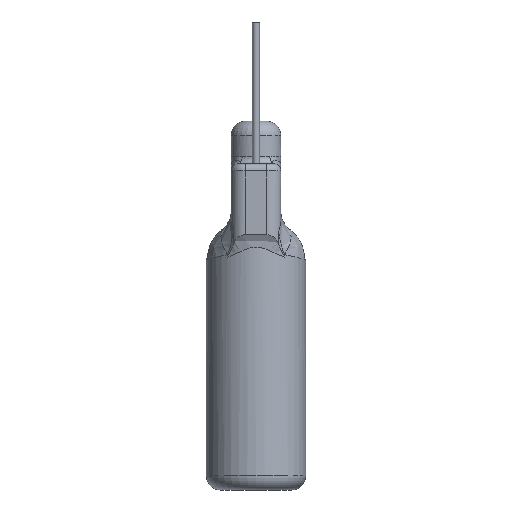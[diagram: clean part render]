
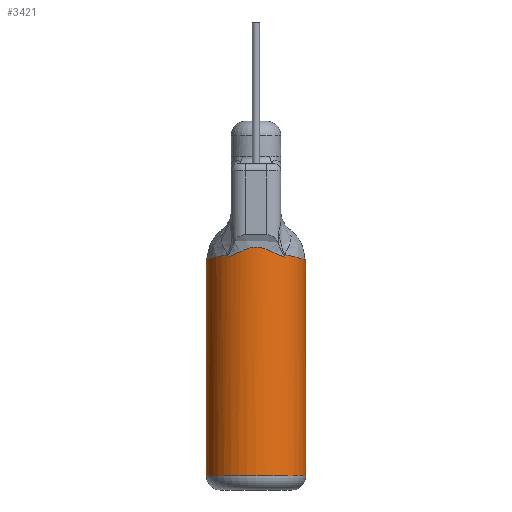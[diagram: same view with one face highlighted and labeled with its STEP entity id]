
A CAD part, front view. The second image highlights one B-rep face of the part: STEP entity #3421.
In plain terms, the highlighted cylindrical face has radius 3.5 mm (diameter 7 mm), a partial arc.
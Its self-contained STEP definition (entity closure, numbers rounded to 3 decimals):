
#1 = CARTESIAN_POINT ( 'NONE',  ( -0.38, -3.484, 17.087 ) ) ;
#10 = EDGE_CURVE ( 'NONE', #1537, #3015, #1037, .T. ) ;
#49 = CARTESIAN_POINT ( 'NONE',  ( 2.01, -2.865, 16.611 ) ) ;
#93 = B_SPLINE_CURVE_WITH_KNOTS ( 'NONE', 3,
 ( #2377, #3463, #1032, #971, #439, #2609, #3151, #2833, #1332, #2137, #1, #2390, #2951, #1062, #3474, #1045, #2915, #3216 ),
 .UNSPECIFIED., .F., .F.,
 ( 4, 2, 2, 2, 2, 2, 2, 2, 4 ),
 ( 0., 0.001, 0.001, 0.002, 0.002, 0.003, 0.003, 0.004, 0.005 ),
 .UNSPECIFIED. ) ;
#121 = VERTEX_POINT ( 'NONE', #2093 ) ;
#149 = DIRECTION ( 'NONE',  ( 0., 0., 1. ) ) ;
#163 = CARTESIAN_POINT ( 'NONE',  ( -2.181, -2.746, 16.565 ) ) ;
#195 = CARTESIAN_POINT ( 'NONE',  ( -2.01, -2.865, 16.611 ) ) ;
#219 = VERTEX_POINT ( 'NONE', #331 ) ;
#232 = B_SPLINE_CURVE_WITH_KNOTS ( 'NONE', 3,
 ( #195, #163, #2076, #1017, #1772, #1496, #2309, #2025, #3391, #3150 ),
 .UNSPECIFIED., .F., .F.,
 ( 4, 2, 2, 2, 4 ),
 ( 0., 0.001, 0.001, 0.002, 0.003 ),
 .UNSPECIFIED. ) ;
#278 = CARTESIAN_POINT ( 'NONE',  ( 0., 0., 18. ) ) ;
#291 = VECTOR ( 'NONE', #1171, 1000. ) ;
#327 = ORIENTED_EDGE ( 'NONE', *, *, #1651, .T. ) ;
#330 = CARTESIAN_POINT ( 'NONE',  ( -2.01, -2.865, 18. ) ) ;
#331 = CARTESIAN_POINT ( 'NONE',  ( -3.5, 0., 1. ) ) ;
#357 = CARTESIAN_POINT ( 'NONE',  ( 2.768, -2.153, 16.423 ) ) ;
#362 = CARTESIAN_POINT ( 'NONE',  ( 3.5, 0., 18. ) ) ;
#439 = CARTESIAN_POINT ( 'NONE',  ( 1.23, -3.281, 16.746 ) ) ;
#456 = EDGE_CURVE ( 'NONE', #219, #3306, #2031, .T. ) ;
#507 = VERTEX_POINT ( 'NONE', #3309 ) ;
#569 = CARTESIAN_POINT ( 'NONE',  ( 3.466, -0.559, 16.271 ) ) ;
#610 = EDGE_CURVE ( 'NONE', #121, #3306, #2753, .T. ) ;
#627 = CARTESIAN_POINT ( 'NONE',  ( 3.4, -0.831, 16.285 ) ) ;
#636 = EDGE_LOOP ( 'NONE', ( #2912, #1363, #2856, #2456, #2825, #327, #1188, #869, #2701, #3095 ) ) ;
#661 = VECTOR ( 'NONE', #2832, 1000. ) ;
#675 = CARTESIAN_POINT ( 'NONE',  ( -3.5, 0., 16.264 ) ) ;
#708 = FACE_OUTER_BOUND ( 'NONE', #636, .T. ) ;
#764 = LINE ( 'NONE', #3154, #2936 ) ;
#807 = DIRECTION ( 'NONE',  ( 0., 0., -1. ) ) ;
#828 = CARTESIAN_POINT ( 'NONE',  ( -2.01, -2.865, 16.417 ) ) ;
#843 = DIRECTION ( 'NONE',  ( 0., 0., 1. ) ) ;
#869 = ORIENTED_EDGE ( 'NONE', *, *, #3345, .T. ) ;
#929 = CARTESIAN_POINT ( 'NONE',  ( -3.5, -0.281, 16.264 ) ) ;
#971 = CARTESIAN_POINT ( 'NONE',  ( 1.389, -3.217, 16.669 ) ) ;
#1017 = CARTESIAN_POINT ( 'NONE',  ( -2.632, -2.316, 16.454 ) ) ;
#1032 = CARTESIAN_POINT ( 'NONE',  ( 1.703, -3.063, 16.528 ) ) ;
#1037 = B_SPLINE_CURVE_WITH_KNOTS ( 'NONE', 3,
 ( #627, #1687, #1359, #1093, #2762, #357, #1428, #2506, #2452, #49 ),
 .UNSPECIFIED., .F., .F.,
 ( 4, 2, 2, 2, 4 ),
 ( 0., 0.001, 0.001, 0.002, 0.003 ),
 .UNSPECIFIED. ) ;
#1045 = CARTESIAN_POINT ( 'NONE',  ( -1.704, -3.062, 16.527 ) ) ;
#1062 = CARTESIAN_POINT ( 'NONE',  ( -1.231, -3.281, 16.746 ) ) ;
#1093 = CARTESIAN_POINT ( 'NONE',  ( 3.108, -1.623, 16.347 ) ) ;
#1171 = DIRECTION ( 'NONE',  ( 0., 0., -1. ) ) ;
#1188 = ORIENTED_EDGE ( 'NONE', *, *, #2621, .T. ) ;
#1219 = DIRECTION ( 'NONE',  ( 1., 0., 0. ) ) ;
#1250 = AXIS2_PLACEMENT_3D ( 'NONE', #278, #807, #2938 ) ;
#1283 = CARTESIAN_POINT ( 'NONE',  ( -3.5, 0., 18. ) ) ;
#1297 = EDGE_CURVE ( 'NONE', #3015, #507, #764, .T. ) ;
#1332 = CARTESIAN_POINT ( 'NONE',  ( 0.188, -3.5, 17.127 ) ) ;
#1339 = EDGE_CURVE ( 'NONE', #121, #1537, #2325, .T. ) ;
#1359 = CARTESIAN_POINT ( 'NONE',  ( 3.28, -1.24, 16.31 ) ) ;
#1363 = ORIENTED_EDGE ( 'NONE', *, *, #1339, .T. ) ;
#1387 = CARTESIAN_POINT ( 'NONE',  ( 3.5, 0., 1. ) ) ;
#1403 = CARTESIAN_POINT ( 'NONE',  ( -2.01, -2.865, 16.611 ) ) ;
#1428 = CARTESIAN_POINT ( 'NONE',  ( 2.632, -2.316, 16.454 ) ) ;
#1492 = CARTESIAN_POINT ( 'NONE',  ( -3.467, -0.558, 16.271 ) ) ;
#1496 = CARTESIAN_POINT ( 'NONE',  ( -3.005, -1.806, 16.369 ) ) ;
#1537 = VERTEX_POINT ( 'NONE', #3443 ) ;
#1630 = CARTESIAN_POINT ( 'NONE',  ( 3.5, 0., 16.264 ) ) ;
#1651 = EDGE_CURVE ( 'NONE', #2732, #1746, #2462, .T. ) ;
#1687 = CARTESIAN_POINT ( 'NONE',  ( 3.349, -1.038, 16.295 ) ) ;
#1746 = VERTEX_POINT ( 'NONE', #1403 ) ;
#1772 = CARTESIAN_POINT ( 'NONE',  ( -2.768, -2.153, 16.423 ) ) ;
#1792 = DIRECTION ( 'NONE',  ( 0., 0., -1. ) ) ;
#1805 = AXIS2_PLACEMENT_3D ( 'NONE', #2556, #149, #1219 ) ;
#1933 = CARTESIAN_POINT ( 'NONE',  ( 2.01, -2.865, 16.611 ) ) ;
#2025 = CARTESIAN_POINT ( 'NONE',  ( -3.28, -1.24, 16.31 ) ) ;
#2031 = CIRCLE ( 'NONE', #1805, 3.5 ) ;
#2033 = VECTOR ( 'NONE', #843, 1000. ) ;
#2076 = CARTESIAN_POINT ( 'NONE',  ( -2.339, -2.612, 16.525 ) ) ;
#2093 = CARTESIAN_POINT ( 'NONE',  ( 3.5, 0., 16.264 ) ) ;
#2137 = CARTESIAN_POINT ( 'NONE',  ( -0.195, -3.5, 17.126 ) ) ;
#2236 = CARTESIAN_POINT ( 'NONE',  ( -3.4, -0.831, 16.285 ) ) ;
#2309 = CARTESIAN_POINT ( 'NONE',  ( -3.108, -1.623, 16.347 ) ) ;
#2325 = B_SPLINE_CURVE_WITH_KNOTS ( 'NONE', 3,
 ( #1630, #2417, #569, #3300 ),
 .UNSPECIFIED., .F., .F.,
 ( 4, 4 ),
 ( 0.001, 0.002 ),
 .UNSPECIFIED. ) ;
#2377 = CARTESIAN_POINT ( 'NONE',  ( 2.01, -2.865, 16.417 ) ) ;
#2390 = CARTESIAN_POINT ( 'NONE',  ( -0.737, -3.426, 16.971 ) ) ;
#2417 = CARTESIAN_POINT ( 'NONE',  ( 3.5, -0.28, 16.264 ) ) ;
#2452 = CARTESIAN_POINT ( 'NONE',  ( 2.181, -2.746, 16.565 ) ) ;
#2456 = ORIENTED_EDGE ( 'NONE', *, *, #1297, .T. ) ;
#2462 = LINE ( 'NONE', #330, #2033 ) ;
#2506 = CARTESIAN_POINT ( 'NONE',  ( 2.339, -2.612, 16.525 ) ) ;
#2556 = CARTESIAN_POINT ( 'NONE',  ( 0., 0., 1. ) ) ;
#2609 = CARTESIAN_POINT ( 'NONE',  ( 0.902, -3.386, 16.898 ) ) ;
#2621 = EDGE_CURVE ( 'NONE', #1746, #2970, #232, .T. ) ;
#2650 = VERTEX_POINT ( 'NONE', #2850 ) ;
#2662 = EDGE_CURVE ( 'NONE', #2650, #219, #2886, .T. ) ;
#2701 = ORIENTED_EDGE ( 'NONE', *, *, #2662, .T. ) ;
#2732 = VERTEX_POINT ( 'NONE', #828 ) ;
#2753 = LINE ( 'NONE', #362, #291 ) ;
#2762 = CARTESIAN_POINT ( 'NONE',  ( 3.005, -1.806, 16.369 ) ) ;
#2825 = ORIENTED_EDGE ( 'NONE', *, *, #3173, .T. ) ;
#2832 = DIRECTION ( 'NONE',  ( 0., 0., -1. ) ) ;
#2833 = CARTESIAN_POINT ( 'NONE',  ( 0.375, -3.485, 17.088 ) ) ;
#2850 = CARTESIAN_POINT ( 'NONE',  ( -3.5, 0., 16.264 ) ) ;
#2856 = ORIENTED_EDGE ( 'NONE', *, *, #10, .T. ) ;
#2886 = LINE ( 'NONE', #1283, #661 ) ;
#2893 = B_SPLINE_CURVE_WITH_KNOTS ( 'NONE', 3,
 ( #3102, #1492, #929, #675 ),
 .UNSPECIFIED., .F., .F.,
 ( 4, 4 ),
 ( 0., 0.001 ),
 .UNSPECIFIED. ) ;
#2912 = ORIENTED_EDGE ( 'NONE', *, *, #610, .F. ) ;
#2915 = CARTESIAN_POINT ( 'NONE',  ( -1.859, -2.971, 16.463 ) ) ;
#2936 = VECTOR ( 'NONE', #1792, 1000. ) ;
#2938 = DIRECTION ( 'NONE',  ( -1., 0., 0. ) ) ;
#2951 = CARTESIAN_POINT ( 'NONE',  ( -0.905, -3.385, 16.896 ) ) ;
#2970 = VERTEX_POINT ( 'NONE', #2236 ) ;
#3015 = VERTEX_POINT ( 'NONE', #1933 ) ;
#3095 = ORIENTED_EDGE ( 'NONE', *, *, #456, .T. ) ;
#3102 = CARTESIAN_POINT ( 'NONE',  ( -3.4, -0.831, 16.285 ) ) ;
#3150 = CARTESIAN_POINT ( 'NONE',  ( -3.4, -0.831, 16.285 ) ) ;
#3151 = CARTESIAN_POINT ( 'NONE',  ( 0.731, -3.428, 16.973 ) ) ;
#3154 = CARTESIAN_POINT ( 'NONE',  ( 2.01, -2.865, 18. ) ) ;
#3173 = EDGE_CURVE ( 'NONE', #507, #2732, #93, .T. ) ;
#3216 = CARTESIAN_POINT ( 'NONE',  ( -2.01, -2.865, 16.417 ) ) ;
#3222 = CYLINDRICAL_SURFACE ( 'NONE', #1250, 3.5 ) ;
#3300 = CARTESIAN_POINT ( 'NONE',  ( 3.4, -0.831, 16.285 ) ) ;
#3306 = VERTEX_POINT ( 'NONE', #1387 ) ;
#3309 = CARTESIAN_POINT ( 'NONE',  ( 2.01, -2.865, 16.417 ) ) ;
#3345 = EDGE_CURVE ( 'NONE', #2970, #2650, #2893, .T. ) ;
#3391 = CARTESIAN_POINT ( 'NONE',  ( -3.349, -1.038, 16.295 ) ) ;
#3421 = ADVANCED_FACE ( 'NONE', ( #708 ), #3222, .T. ) ;
#3443 = CARTESIAN_POINT ( 'NONE',  ( 3.4, -0.831, 16.285 ) ) ;
#3463 = CARTESIAN_POINT ( 'NONE',  ( 1.858, -2.972, 16.463 ) ) ;
#3474 = CARTESIAN_POINT ( 'NONE',  ( -1.39, -3.217, 16.668 ) ) ;
